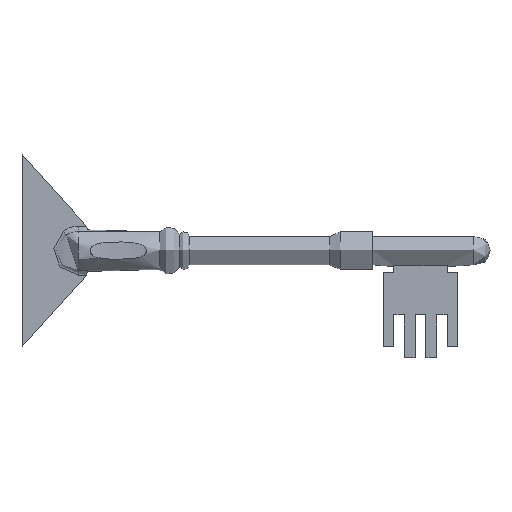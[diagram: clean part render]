
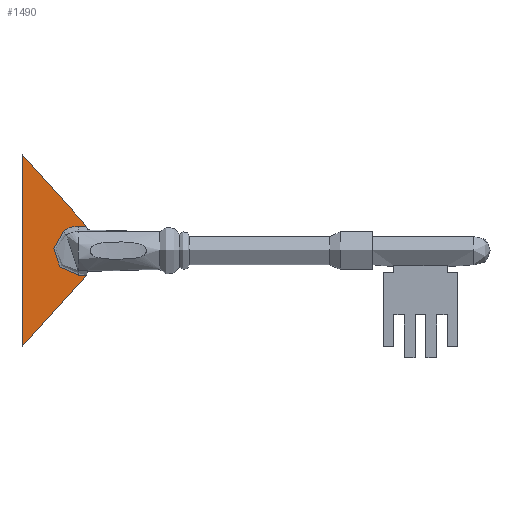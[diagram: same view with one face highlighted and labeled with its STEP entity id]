
A CAD part, top view. The second image highlights one B-rep face of the part: STEP entity #1490.
In plain terms, the highlighted planar face has unit normal (0, 0, -1).
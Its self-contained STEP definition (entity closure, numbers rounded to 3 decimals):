
#208=CARTESIAN_POINT('Cartesian Point',(15.875,-12.7,1.27)) ;
#228=CARTESIAN_POINT('Cartesian Point',(15.875,12.7,1.27)) ;
#232=CARTESIAN_POINT('Control Point',(15.875,-12.7,1.27)) ;
#233=CARTESIAN_POINT('Control Point',(17.671,-12.7,1.27)) ;
#234=CARTESIAN_POINT('Control Point',(19.467,-11.138,1.27)) ;
#235=CARTESIAN_POINT('Control Point',(20.888,-7.98,1.27)) ;
#236=CARTESIAN_POINT('Control Point',(22.292,0.002,1.27)) ;
#237=CARTESIAN_POINT('Control Point',(20.887,7.983,1.27)) ;
#238=CARTESIAN_POINT('Control Point',(19.467,11.139,1.27)) ;
#239=CARTESIAN_POINT('Control Point',(17.67,12.7,1.27)) ;
#240=CARTESIAN_POINT('Control Point',(15.875,12.7,1.27)) ;
#265=CARTESIAN_POINT('Control Point',(15.875,12.7,1.27)) ;
#266=CARTESIAN_POINT('Control Point',(14.079,12.7,1.27)) ;
#267=CARTESIAN_POINT('Control Point',(12.283,11.138,1.27)) ;
#268=CARTESIAN_POINT('Control Point',(10.862,7.98,1.27)) ;
#269=CARTESIAN_POINT('Control Point',(9.458,-0.002,1.27)) ;
#270=CARTESIAN_POINT('Control Point',(10.863,-7.983,1.27)) ;
#271=CARTESIAN_POINT('Control Point',(12.283,-11.139,1.27)) ;
#272=CARTESIAN_POINT('Control Point',(14.08,-12.7,1.27)) ;
#273=CARTESIAN_POINT('Control Point',(15.875,-12.7,1.27)) ;
#1411=CARTESIAN_POINT('Axis2P3D Location',(0.,0.,1.27)) ;
#1416=CARTESIAN_POINT('Line Origine',(30.218,5.82,1.27)) ;
#1420=CARTESIAN_POINT('Cartesian Point',(29.21,5.82,1.27)) ;
#1422=CARTESIAN_POINT('Cartesian Point',(31.227,5.82,1.27)) ;
#1425=CARTESIAN_POINT('Axis2P3D Location',(29.21,0.,1.27)) ;
#1429=CARTESIAN_POINT('Cartesian Point',(25.709,4.649,1.27)) ;
#1432=CARTESIAN_POINT('Axis2P3D Location',(29.21,0.,1.27)) ;
#1436=CARTESIAN_POINT('Cartesian Point',(29.21,-5.82,1.27)) ;
#1439=CARTESIAN_POINT('Line Origine',(30.218,-5.82,1.27)) ;
#1443=CARTESIAN_POINT('Cartesian Point',(31.227,-5.82,1.27)) ;
#1447=CARTESIAN_POINT('Control Point',(15.875,-22.86,1.27)) ;
#1448=CARTESIAN_POINT('Control Point',(20.045,-22.86,1.27)) ;
#1449=CARTESIAN_POINT('Control Point',(24.216,-20.892,1.27)) ;
#1450=CARTESIAN_POINT('Control Point',(27.782,-16.934,1.27)) ;
#1451=CARTESIAN_POINT('Control Point',(30.165,-11.627,1.27)) ;
#1452=CARTESIAN_POINT('Control Point',(31.227,-5.82,1.27)) ;
#1453=CARTESIAN_POINT('Cartesian Point',(15.875,-22.86,1.27)) ;
#1457=CARTESIAN_POINT('Control Point',(15.875,22.86,1.27)) ;
#1458=CARTESIAN_POINT('Control Point',(10.887,22.86,1.27)) ;
#1459=CARTESIAN_POINT('Control Point',(5.897,20.05,1.27)) ;
#1460=CARTESIAN_POINT('Control Point',(1.951,14.367,1.27)) ;
#1461=CARTESIAN_POINT('Control Point',(-1.951,0.,1.27)) ;
#1462=CARTESIAN_POINT('Control Point',(1.952,-14.367,1.27)) ;
#1463=CARTESIAN_POINT('Control Point',(5.897,-20.05,1.27)) ;
#1464=CARTESIAN_POINT('Control Point',(10.888,-22.86,1.27)) ;
#1465=CARTESIAN_POINT('Control Point',(15.875,-22.86,1.27)) ;
#1466=CARTESIAN_POINT('Cartesian Point',(15.875,22.86,1.27)) ;
#1470=CARTESIAN_POINT('Control Point',(31.227,5.82,1.27)) ;
#1471=CARTESIAN_POINT('Control Point',(30.165,11.627,1.27)) ;
#1472=CARTESIAN_POINT('Control Point',(27.782,16.934,1.27)) ;
#1473=CARTESIAN_POINT('Control Point',(24.216,20.892,1.27)) ;
#1474=CARTESIAN_POINT('Control Point',(20.045,22.86,1.27)) ;
#1475=CARTESIAN_POINT('Control Point',(15.875,22.86,1.27)) ;
#1412=DIRECTION('Axis2P3D Direction',(0.,0.,1.)) ;
#1413=DIRECTION('Axis2P3D XDirection',(1.,0.,0.)) ;
#1417=DIRECTION('Vector Direction',(-1.,0.,0.)) ;
#1426=DIRECTION('Axis2P3D Direction',(0.,0.,1.)) ;
#1433=DIRECTION('Axis2P3D Direction',(0.,0.,1.)) ;
#1440=DIRECTION('Vector Direction',(1.,0.,0.)) ;
#1414=AXIS2_PLACEMENT_3D('Plane Axis2P3D',#1411,#1412,#1413) ;
#1427=AXIS2_PLACEMENT_3D('Circle Axis2P3D',#1425,#1426,$) ;
#1434=AXIS2_PLACEMENT_3D('Circle Axis2P3D',#1432,#1433,$) ;
#1478=ORIENTED_EDGE('Oriented Edge',*,*,#1424,.F.) ;
#1479=ORIENTED_EDGE('Oriented Edge',*,*,#1431,.F.) ;
#1480=ORIENTED_EDGE('Oriented Edge',*,*,#1438,.F.) ;
#1481=ORIENTED_EDGE('Oriented Edge',*,*,#1445,.F.) ;
#1482=ORIENTED_EDGE('Oriented Edge',*,*,#1455,.F.) ;
#1483=ORIENTED_EDGE('Oriented Edge',*,*,#1468,.F.) ;
#1484=ORIENTED_EDGE('Oriented Edge',*,*,#1476,.F.) ;
#1487=ORIENTED_EDGE('Oriented Edge',*,*,#274,.T.) ;
#1488=ORIENTED_EDGE('Oriented Edge',*,*,#241,.T.) ;
#1489=FACE_BOUND('Face Bound',#1486,.T.) ;
#1418=VECTOR('Line Direction',#1417,1.) ;
#1441=VECTOR('Line Direction',#1440,1.) ;
#1490=ADVANCED_FACE('Advanced Face',(#1485,#1489),#1415,.F.) ;
#231=B_SPLINE_CURVE_WITH_KNOTS('BSpline Curve',5,(#232,#233,#234,#235,#236,#237,#238,#239,#240),.UNSPECIFIED.,.F.,.U.,(6,3,6),(43.752,65.63,87.504),.UNSPECIFIED.) ;
#264=B_SPLINE_CURVE_WITH_KNOTS('BSpline Curve',5,(#265,#266,#267,#268,#269,#270,#271,#272,#273),.UNSPECIFIED.,.F.,.U.,(6,3,6),(0.,21.879,43.752),.UNSPECIFIED.) ;
#1446=B_SPLINE_CURVE_WITH_KNOTS('BSpline Curve',5,(#1447,#1448,#1449,#1450,#1451,#1452),.UNSPECIFIED.,.F.,.U.,(6,6),(87.435,123.989),.UNSPECIFIED.) ;
#1456=B_SPLINE_CURVE_WITH_KNOTS('BSpline Curve',5,(#1457,#1458,#1459,#1460,#1461,#1462,#1463,#1464,#1465),.UNSPECIFIED.,.F.,.U.,(6,3,6),(0.,43.718,87.435),.UNSPECIFIED.) ;
#1469=B_SPLINE_CURVE_WITH_KNOTS('BSpline Curve',5,(#1470,#1471,#1472,#1473,#1474,#1475),.UNSPECIFIED.,.F.,.U.,(6,6),(138.318,174.871),.UNSPECIFIED.) ;
#1428=CIRCLE('generated circle',#1427,5.82) ;
#1435=CIRCLE('generated circle',#1434,5.82) ;
#241=EDGE_CURVE('Edge Curve',#209,#229,#231,.T.) ;
#274=EDGE_CURVE('Edge Curve',#229,#209,#264,.T.) ;
#1424=EDGE_CURVE('Edge Curve',#1421,#1423,#1419,.F.) ;
#1431=EDGE_CURVE('Edge Curve',#1430,#1421,#1428,.F.) ;
#1438=EDGE_CURVE('Edge Curve',#1437,#1430,#1435,.F.) ;
#1445=EDGE_CURVE('Edge Curve',#1444,#1437,#1442,.F.) ;
#1455=EDGE_CURVE('Edge Curve',#1454,#1444,#1446,.T.) ;
#1468=EDGE_CURVE('Edge Curve',#1467,#1454,#1456,.T.) ;
#1476=EDGE_CURVE('Edge Curve',#1423,#1467,#1469,.T.) ;
#1477=EDGE_LOOP('Oriented Loop',(#1478,#1479,#1480,#1481,#1482,#1483,#1484)) ;
#1486=EDGE_LOOP('Oriented Loop',(#1487,#1488)) ;
#1485=FACE_OUTER_BOUND('Face Bound',#1477,.T.) ;
#1419=LINE('Line',#1416,#1418) ;
#1442=LINE('Line',#1439,#1441) ;
#1415=PLANE('Plane',#1414) ;
#209=VERTEX_POINT('Vertex Point',#208) ;
#229=VERTEX_POINT('Vertex Point',#228) ;
#1421=VERTEX_POINT('Vertex Point',#1420) ;
#1423=VERTEX_POINT('Vertex Point',#1422) ;
#1430=VERTEX_POINT('Vertex Point',#1429) ;
#1437=VERTEX_POINT('Vertex Point',#1436) ;
#1444=VERTEX_POINT('Vertex Point',#1443) ;
#1454=VERTEX_POINT('Vertex Point',#1453) ;
#1467=VERTEX_POINT('Vertex Point',#1466) ;
